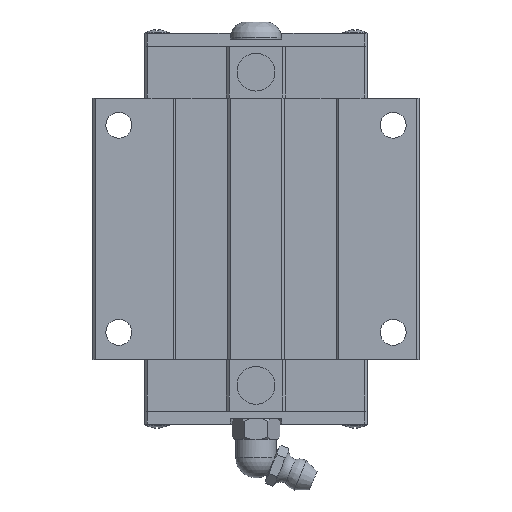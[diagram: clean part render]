
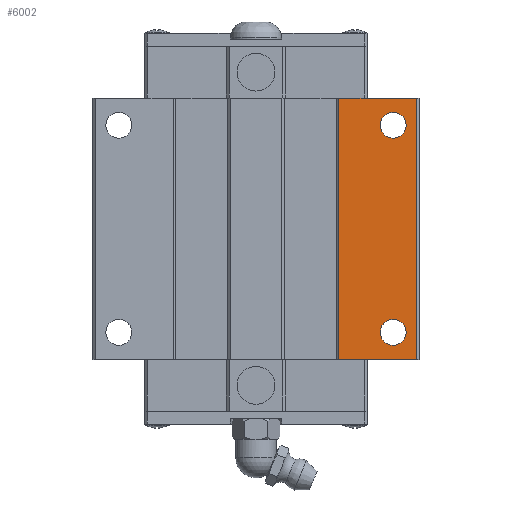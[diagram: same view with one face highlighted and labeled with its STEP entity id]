
A CAD part, top view. The second image highlights one B-rep face of the part: STEP entity #6002.
In plain terms, the highlighted planar face has unit normal (0, 0, 1).
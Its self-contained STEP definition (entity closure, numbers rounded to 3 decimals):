
#231=FACE_BOUND('',#997,.T.);
#232=FACE_BOUND('',#998,.T.);
#261=CIRCLE('',#6097,2.5);
#263=CIRCLE('',#6100,2.5);
#673=FACE_OUTER_BOUND('',#996,.T.);
#996=EDGE_LOOP('',(#5172,#5173,#5174,#5175));
#997=EDGE_LOOP('',(#5176));
#998=EDGE_LOOP('',(#5177));
#1074=LINE('',#8134,#1660);
#1129=LINE('',#8244,#1715);
#1590=LINE('',#10028,#2176);
#1593=LINE('',#10034,#2179);
#1660=VECTOR('',#6578,1.);
#1715=VECTOR('',#6641,1.);
#2176=VECTOR('',#7910,1.);
#2179=VECTOR('',#7919,1.);
#2247=VERTEX_POINT('',#8131);
#2248=VERTEX_POINT('',#8133);
#2298=VERTEX_POINT('',#8241);
#2299=VERTEX_POINT('',#8243);
#2330=VERTEX_POINT('',#8349);
#2332=VERTEX_POINT('',#8355);
#2812=EDGE_CURVE('',#2248,#2247,#1074,.T.);
#2867=EDGE_CURVE('',#2299,#2298,#1129,.T.);
#2902=EDGE_CURVE('',#2330,#2330,#261,.T.);
#2905=EDGE_CURVE('',#2332,#2332,#263,.T.);
#3580=EDGE_CURVE('',#2298,#2248,#1590,.T.);
#3583=EDGE_CURVE('',#2299,#2247,#1593,.T.);
#5172=ORIENTED_EDGE('',*,*,#3580,.T.);
#5173=ORIENTED_EDGE('',*,*,#2812,.T.);
#5174=ORIENTED_EDGE('',*,*,#3583,.F.);
#5175=ORIENTED_EDGE('',*,*,#2867,.T.);
#5176=ORIENTED_EDGE('',*,*,#2905,.T.);
#5177=ORIENTED_EDGE('',*,*,#2902,.T.);
#5548=PLANE('',#6485);
#6002=ADVANCED_FACE('',(#673,#231,#232),#5548,.T.);
#6097=AXIS2_PLACEMENT_3D('',#8350,#6692,#6693);
#6100=AXIS2_PLACEMENT_3D('',#8356,#6699,#6700);
#6485=AXIS2_PLACEMENT_3D('',#10033,#7917,#7918);
#6578=DIRECTION('',(1.,0.,0.));
#6641=DIRECTION('',(-1.,0.,0.));
#6692=DIRECTION('center_axis',(0.,0.,-1.));
#6693=DIRECTION('ref_axis',(1.,0.,0.));
#6699=DIRECTION('center_axis',(0.,0.,-1.));
#6700=DIRECTION('ref_axis',(1.,0.,0.));
#7910=DIRECTION('',(0.,-1.,0.));
#7917=DIRECTION('center_axis',(0.,0.,1.));
#7918=DIRECTION('ref_axis',(-1.,0.,0.));
#7919=DIRECTION('',(0.,-1.,0.));
#8131=CARTESIAN_POINT('',(31.,12.501,30.));
#8133=CARTESIAN_POINT('',(16.,12.501,30.));
#8134=CARTESIAN_POINT('',(31.,12.501,30.));
#8241=CARTESIAN_POINT('',(16.,63.001,30.));
#8243=CARTESIAN_POINT('',(31.,63.001,30.));
#8244=CARTESIAN_POINT('',(31.,63.001,30.));
#8349=CARTESIAN_POINT('',(24.,17.751,30.));
#8350=CARTESIAN_POINT('Origin',(26.5,17.751,30.));
#8355=CARTESIAN_POINT('',(24.,57.751,30.));
#8356=CARTESIAN_POINT('Origin',(26.5,57.751,30.));
#10028=CARTESIAN_POINT('',(16.,75.626,30.));
#10033=CARTESIAN_POINT('Origin',(0.,63.001,30.));
#10034=CARTESIAN_POINT('',(31.,63.001,30.));
